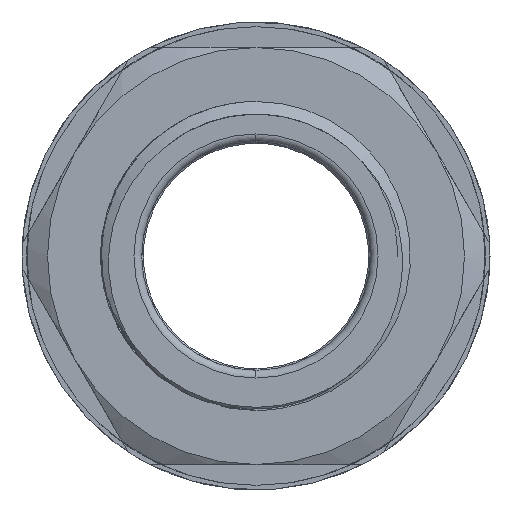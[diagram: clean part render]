
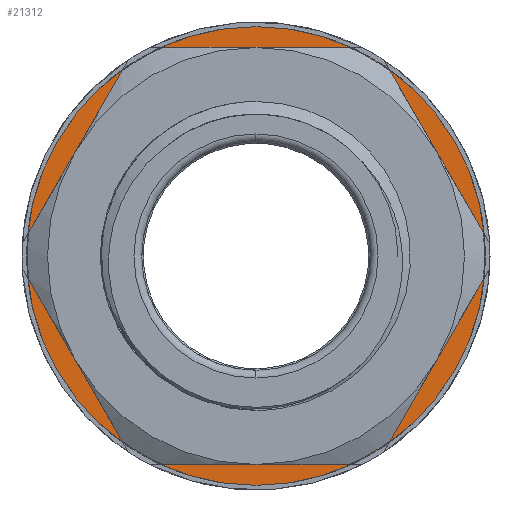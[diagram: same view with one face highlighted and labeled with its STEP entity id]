
A CAD part, front view. The second image highlights one B-rep face of the part: STEP entity #21312.
In plain terms, the highlighted planar face has unit normal (0, -1, 0).
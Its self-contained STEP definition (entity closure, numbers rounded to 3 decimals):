
#124 = VERTEX_POINT ( 'NONE', #35268 ) ;
#481 = DIRECTION ( 'NONE',  ( 0.5, 0., -0.866 ) ) ;
#1287 = DIRECTION ( 'NONE',  ( 0.866, 0., -0.5 ) ) ;
#1699 = LINE ( 'NONE', #27793, #35626 ) ;
#2507 = VERTEX_POINT ( 'NONE', #5353 ) ;
#2827 = CIRCLE ( 'NONE', #28189, 14.8 ) ;
#3714 = LINE ( 'NONE', #22363, #6617 ) ;
#4418 = CARTESIAN_POINT ( 'NONE',  ( -7.794, 6.47, -13.5 ) ) ;
#4847 = CARTESIAN_POINT ( 'NONE',  ( -6.065, 6.47, -13.5 ) ) ;
#5069 = DIRECTION ( 'NONE',  ( 0., -1., 0. ) ) ;
#5168 = EDGE_CURVE ( 'NONE', #34597, #124, #6118, .T. ) ;
#5353 = CARTESIAN_POINT ( 'NONE',  ( -8.659, 6.47, 12.003 ) ) ;
#5354 = EDGE_CURVE ( 'NONE', #36473, #9956, #2827, .T. ) ;
#5653 = AXIS2_PLACEMENT_3D ( 'NONE', #24494, #37276, #55484 ) ;
#5664 = LINE ( 'NONE', #31811, #30470 ) ;
#6118 = LINE ( 'NONE', #10384, #14551 ) ;
#6617 = VECTOR ( 'NONE', #26599, 1000. ) ;
#6635 = ORIENTED_EDGE ( 'NONE', *, *, #46868, .F. ) ;
#7306 = DIRECTION ( 'NONE',  ( 0.866, 0., -0.5 ) ) ;
#7920 = ORIENTED_EDGE ( 'NONE', *, *, #32067, .F. ) ;
#8625 = CARTESIAN_POINT ( 'NONE',  ( 0., 6.47, 0. ) ) ;
#8636 = AXIS2_PLACEMENT_3D ( 'NONE', #13281, #5069, #30620 ) ;
#8956 = CARTESIAN_POINT ( 'NONE',  ( 14.724, 6.47, 1.497 ) ) ;
#9956 = VERTEX_POINT ( 'NONE', #40380 ) ;
#10009 = ORIENTED_EDGE ( 'NONE', *, *, #5168, .F. ) ;
#10227 = EDGE_CURVE ( 'NONE', #52371, #44666, #1699, .T. ) ;
#10384 = CARTESIAN_POINT ( 'NONE',  ( 7.794, 6.47, -13.5 ) ) ;
#10450 = ORIENTED_EDGE ( 'NONE', *, *, #45291, .F. ) ;
#11262 = CARTESIAN_POINT ( 'NONE',  ( -12.86, 6.47, 7.425 ) ) ;
#11806 = PLANE ( 'NONE',  #25343 ) ;
#11990 = EDGE_CURVE ( 'NONE', #9956, #23360, #16917, .T. ) ;
#12088 = VERTEX_POINT ( 'NONE', #48094 ) ;
#12737 = VERTEX_POINT ( 'NONE', #17856 ) ;
#12924 = DIRECTION ( 'NONE',  ( 0.866, 0., -0.5 ) ) ;
#13097 = ORIENTED_EDGE ( 'NONE', *, *, #10227, .F. ) ;
#13281 = CARTESIAN_POINT ( 'NONE',  ( 0., 6.47, 0. ) ) ;
#14551 = VECTOR ( 'NONE', #31697, 1000. ) ;
#16917 = LINE ( 'NONE', #4418, #29167 ) ;
#17683 = ORIENTED_EDGE ( 'NONE', *, *, #30679, .F. ) ;
#17720 = DIRECTION ( 'NONE',  ( 0., -1., 0. ) ) ;
#17856 = CARTESIAN_POINT ( 'NONE',  ( 12.86, 6.47, -7.425 ) ) ;
#18750 = EDGE_CURVE ( 'NONE', #25321, #12737, #47412, .T. ) ;
#19291 = AXIS2_PLACEMENT_3D ( 'NONE', #47372, #38553, #7306 ) ;
#20316 = VECTOR ( 'NONE', #52207, 1000. ) ;
#20441 = CARTESIAN_POINT ( 'NONE',  ( 0., 6.47, 0. ) ) ;
#20665 = ORIENTED_EDGE ( 'NONE', *, *, #49347, .F. ) ;
#20865 = VERTEX_POINT ( 'NONE', #39443 ) ;
#20980 = DIRECTION ( 'NONE',  ( 0., 1., 0. ) ) ;
#21218 = DIRECTION ( 'NONE',  ( 0., 1., 0. ) ) ;
#21312 = ADVANCED_FACE ( 'NONE', ( #29998, #43107 ), #11806, .F. ) ;
#21480 = LINE ( 'NONE', #34831, #20316 ) ;
#22192 = CIRCLE ( 'NONE', #37639, 14.8 ) ;
#22363 = CARTESIAN_POINT ( 'NONE',  ( 15.588, 6.47, 0. ) ) ;
#23047 = AXIS2_PLACEMENT_3D ( 'NONE', #20441, #20980, #34054 ) ;
#23150 = CARTESIAN_POINT ( 'NONE',  ( 6.065, 6.47, 13.5 ) ) ;
#23360 = VERTEX_POINT ( 'NONE', #48527 ) ;
#24494 = CARTESIAN_POINT ( 'NONE',  ( 0., 6.47, 0. ) ) ;
#24985 = ORIENTED_EDGE ( 'NONE', *, *, #28630, .F. ) ;
#25238 = CIRCLE ( 'NONE', #32524, 14.8 ) ;
#25321 = VERTEX_POINT ( 'NONE', #11262 ) ;
#25343 = AXIS2_PLACEMENT_3D ( 'NONE', #29162, #21218, #12924 ) ;
#26403 = DIRECTION ( 'NONE',  ( -0.5, 0., -0.866 ) ) ;
#26599 = DIRECTION ( 'NONE',  ( 0.5, 0., 0.866 ) ) ;
#27793 = CARTESIAN_POINT ( 'NONE',  ( 7.794, 6.47, 13.5 ) ) ;
#28189 = AXIS2_PLACEMENT_3D ( 'NONE', #8625, #17720, #47015 ) ;
#28630 = EDGE_CURVE ( 'NONE', #44666, #29789, #49272, .T. ) ;
#29162 = CARTESIAN_POINT ( 'NONE',  ( 0., 6.47, 0. ) ) ;
#29167 = VECTOR ( 'NONE', #481, 1000. ) ;
#29789 = VERTEX_POINT ( 'NONE', #23150 ) ;
#29998 = FACE_BOUND ( 'NONE', #55415, .T. ) ;
#30470 = VECTOR ( 'NONE', #26403, 1000. ) ;
#30593 = EDGE_LOOP ( 'NONE', ( #51325, #47956 ) ) ;
#30620 = DIRECTION ( 'NONE',  ( 0.866, 0., -0.5 ) ) ;
#30679 = EDGE_CURVE ( 'NONE', #23360, #34597, #48528, .T. ) ;
#31697 = DIRECTION ( 'NONE',  ( 1., 0., 0. ) ) ;
#31811 = CARTESIAN_POINT ( 'NONE',  ( -15.588, 6.47, 0. ) ) ;
#32067 = EDGE_CURVE ( 'NONE', #2507, #36473, #5664, .T. ) ;
#32524 = AXIS2_PLACEMENT_3D ( 'NONE', #49018, #48464, #1287 ) ;
#33107 = ORIENTED_EDGE ( 'NONE', *, *, #47852, .F. ) ;
#34054 = DIRECTION ( 'NONE',  ( 0.866, 0., -0.5 ) ) ;
#34597 = VERTEX_POINT ( 'NONE', #4847 ) ;
#34831 = CARTESIAN_POINT ( 'NONE',  ( -7.794, 6.47, 13.5 ) ) ;
#35268 = CARTESIAN_POINT ( 'NONE',  ( 6.065, 6.47, -13.5 ) ) ;
#35626 = VECTOR ( 'NONE', #49438, 1000. ) ;
#36473 = VERTEX_POINT ( 'NONE', #42478 ) ;
#37141 = ORIENTED_EDGE ( 'NONE', *, *, #11990, .F. ) ;
#37276 = DIRECTION ( 'NONE',  ( 0., 1., 0. ) ) ;
#37639 = AXIS2_PLACEMENT_3D ( 'NONE', #53256, #48697, #48418 ) ;
#38553 = DIRECTION ( 'NONE',  ( 0., -1., 0. ) ) ;
#39443 = CARTESIAN_POINT ( 'NONE',  ( 14.724, 6.47, -1.497 ) ) ;
#40336 = AXIS2_PLACEMENT_3D ( 'NONE', #40477, #50430, #49320 ) ;
#40380 = CARTESIAN_POINT ( 'NONE',  ( -14.724, 6.47, -1.497 ) ) ;
#40477 = CARTESIAN_POINT ( 'NONE',  ( 0., 6.47, 0. ) ) ;
#41375 = CIRCLE ( 'NONE', #8636, 14.8 ) ;
#42265 = EDGE_CURVE ( 'NONE', #20865, #52371, #25238, .T. ) ;
#42478 = CARTESIAN_POINT ( 'NONE',  ( -14.724, 6.47, 1.497 ) ) ;
#43107 = FACE_OUTER_BOUND ( 'NONE', #30593, .T. ) ;
#44666 = VERTEX_POINT ( 'NONE', #45672 ) ;
#45291 = EDGE_CURVE ( 'NONE', #12088, #20865, #3714, .T. ) ;
#45672 = CARTESIAN_POINT ( 'NONE',  ( 8.659, 6.47, 12.003 ) ) ;
#45729 = CIRCLE ( 'NONE', #23047, 14.85 ) ;
#46868 = EDGE_CURVE ( 'NONE', #124, #12088, #22192, .T. ) ;
#47015 = DIRECTION ( 'NONE',  ( 0.866, 0., -0.5 ) ) ;
#47372 = CARTESIAN_POINT ( 'NONE',  ( 0., 6.47, 0. ) ) ;
#47412 = CIRCLE ( 'NONE', #5653, 14.85 ) ;
#47852 = EDGE_CURVE ( 'NONE', #29789, #54357, #21480, .T. ) ;
#47956 = ORIENTED_EDGE ( 'NONE', *, *, #18750, .F. ) ;
#48094 = CARTESIAN_POINT ( 'NONE',  ( 8.659, 6.47, -12.003 ) ) ;
#48418 = DIRECTION ( 'NONE',  ( 0.866, 0., -0.5 ) ) ;
#48464 = DIRECTION ( 'NONE',  ( 0., -1., 0. ) ) ;
#48527 = CARTESIAN_POINT ( 'NONE',  ( -8.659, 6.47, -12.003 ) ) ;
#48528 = CIRCLE ( 'NONE', #40336, 14.8 ) ;
#48697 = DIRECTION ( 'NONE',  ( 0., -1., 0. ) ) ;
#49018 = CARTESIAN_POINT ( 'NONE',  ( 0., 6.47, 0. ) ) ;
#49272 = CIRCLE ( 'NONE', #19291, 14.8 ) ;
#49320 = DIRECTION ( 'NONE',  ( 0.866, 0., -0.5 ) ) ;
#49347 = EDGE_CURVE ( 'NONE', #54357, #2507, #41375, .T. ) ;
#49438 = DIRECTION ( 'NONE',  ( -0.5, 0., 0.866 ) ) ;
#50189 = ORIENTED_EDGE ( 'NONE', *, *, #5354, .F. ) ;
#50430 = DIRECTION ( 'NONE',  ( 0., -1., 0. ) ) ;
#51325 = ORIENTED_EDGE ( 'NONE', *, *, #55744, .F. ) ;
#51807 = ORIENTED_EDGE ( 'NONE', *, *, #42265, .F. ) ;
#52207 = DIRECTION ( 'NONE',  ( -1., 0., 0. ) ) ;
#52371 = VERTEX_POINT ( 'NONE', #8956 ) ;
#52891 = CARTESIAN_POINT ( 'NONE',  ( -6.065, 6.47, 13.5 ) ) ;
#53256 = CARTESIAN_POINT ( 'NONE',  ( 0., 6.47, 0. ) ) ;
#54357 = VERTEX_POINT ( 'NONE', #52891 ) ;
#55415 = EDGE_LOOP ( 'NONE', ( #13097, #51807, #10450, #6635, #10009, #17683, #37141, #50189, #7920, #20665, #33107, #24985 ) ) ;
#55484 = DIRECTION ( 'NONE',  ( 0.866, 0., -0.5 ) ) ;
#55744 = EDGE_CURVE ( 'NONE', #12737, #25321, #45729, .T. ) ;
